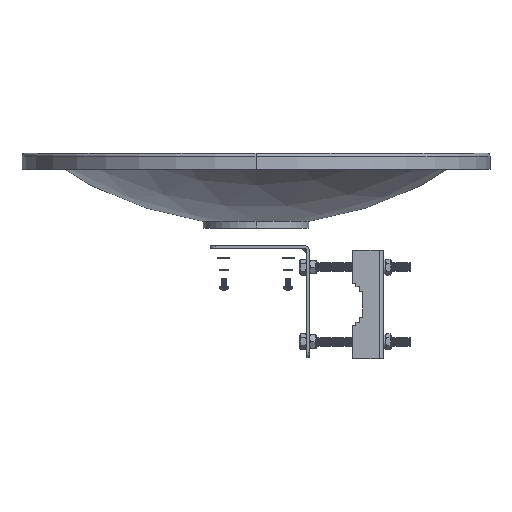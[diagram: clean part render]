
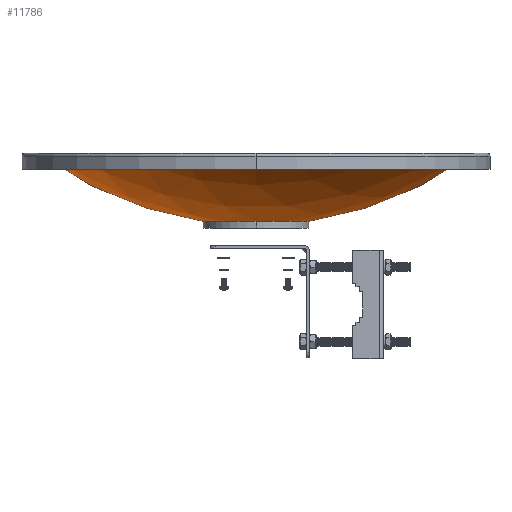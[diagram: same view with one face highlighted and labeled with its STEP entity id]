
A CAD part, front view. The second image highlights one B-rep face of the part: STEP entity #11786.
In plain terms, the highlighted spherical face has radius 338.24 mm.
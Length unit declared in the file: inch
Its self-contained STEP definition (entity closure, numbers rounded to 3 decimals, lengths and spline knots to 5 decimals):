
#1821 = AXIS2_PLACEMENT_3D ( 'NONE', #6012, #6021, #6022 ) ;
#3737 = CIRCLE ( 'NONE', #7362, 1.948 ) ;
#3739 = CIRCLE ( 'NONE', #7364, 13.31654 ) ;
#3753 = CIRCLE ( 'NONE', #7367, 13.31654 ) ;
#3765 = CIRCLE ( 'NONE', #7370, 7.88417 ) ;
#3837 = CIRCLE ( 'NONE', #7393, 7.88417 ) ;
#3840 = CIRCLE ( 'NONE', #7394, 1.948 ) ;
#5043 = VERTEX_POINT ( 'NONE', #30093 ) ;
#5594 = ORIENTED_EDGE ( 'NONE', *, *, #7183, .F. ) ;
#5599 = ORIENTED_EDGE ( 'NONE', *, *, #7215, .T. ) ;
#5603 = ORIENTED_EDGE ( 'NONE', *, *, #7180, .T. ) ;
#5607 = ORIENTED_EDGE ( 'NONE', *, *, #7186, .T. ) ;
#5611 = ORIENTED_EDGE ( 'NONE', *, *, #7214, .F. ) ;
#5614 = ORIENTED_EDGE ( 'NONE', *, *, #7189, .F. ) ;
#6012 = CARTESIAN_POINT ( 'NONE',  ( 0., -10.66397, 0. ) ) ;
#6021 = DIRECTION ( 'NONE',  ( 0., 0., 1. ) ) ;
#6022 = DIRECTION ( 'NONE',  ( 1., 0., 0. ) ) ;
#6809 = EDGE_LOOP ( 'NONE', ( #5594, #5599, #5603, #5607, #5611, #5614 ) ) ;
#7180 = EDGE_CURVE ( 'NONE', #8322, #22184, #3737, .T. ) ;
#7183 = EDGE_CURVE ( 'NONE', #22245, #22079, #3739, .T. ) ;
#7186 = EDGE_CURVE ( 'NONE', #22184, #5043, #3753, .T. ) ;
#7189 = EDGE_CURVE ( 'NONE', #22079, #16156, #3765, .T. ) ;
#7214 = EDGE_CURVE ( 'NONE', #16156, #5043, #3837, .T. ) ;
#7215 = EDGE_CURVE ( 'NONE', #22245, #8322, #3840, .T. ) ;
#7362 = AXIS2_PLACEMENT_3D ( 'NONE', #29946, #29925, #29923 ) ;
#7364 = AXIS2_PLACEMENT_3D ( 'NONE', #29926, #29927, #29930 ) ;
#7367 = AXIS2_PLACEMENT_3D ( 'NONE', #18269, #18263, #18249 ) ;
#7370 = AXIS2_PLACEMENT_3D ( 'NONE', #18236, #18233, #18230 ) ;
#7393 = AXIS2_PLACEMENT_3D ( 'NONE', #18054, #18597, #18127 ) ;
#7394 = AXIS2_PLACEMENT_3D ( 'NONE', #18449, #18611, #18588 ) ;
#8322 = VERTEX_POINT ( 'NONE', #29735 ) ;
#11786 = ADVANCED_FACE ( 'NONE', ( #30060 ), #30072, .T. ) ;
#15468 = CARTESIAN_POINT ( 'NONE',  ( -7.88417, 0.06776, 0. ) ) ;
#15514 = CARTESIAN_POINT ( 'NONE',  ( 1.948, 2.50932, 0. ) ) ;
#15533 = CARTESIAN_POINT ( 'NONE',  ( -1.948, 2.50932, 0. ) ) ;
#16156 = VERTEX_POINT ( 'NONE', #23075 ) ;
#18054 = CARTESIAN_POINT ( 'NONE',  ( 0., 0.06776, 0. ) ) ;
#18127 = DIRECTION ( 'NONE',  ( 0., 0., -1. ) ) ;
#18230 = DIRECTION ( 'NONE',  ( 0., 0., -1. ) ) ;
#18233 = DIRECTION ( 'NONE',  ( 0., -1., 0. ) ) ;
#18236 = CARTESIAN_POINT ( 'NONE',  ( 0., 0.06776, 0. ) ) ;
#18249 = DIRECTION ( 'NONE',  ( -1., 0., 0. ) ) ;
#18263 = DIRECTION ( 'NONE',  ( 0., 0., -1. ) ) ;
#18269 = CARTESIAN_POINT ( 'NONE',  ( 0., -10.66397, 0. ) ) ;
#18449 = CARTESIAN_POINT ( 'NONE',  ( 0., 2.50932, 0. ) ) ;
#18588 = DIRECTION ( 'NONE',  ( 0., 0., -1. ) ) ;
#18597 = DIRECTION ( 'NONE',  ( 0., -1., 0. ) ) ;
#18611 = DIRECTION ( 'NONE',  ( 0., -1., 0. ) ) ;
#22079 = VERTEX_POINT ( 'NONE', #15468 ) ;
#22184 = VERTEX_POINT ( 'NONE', #15514 ) ;
#22245 = VERTEX_POINT ( 'NONE', #15533 ) ;
#23075 = CARTESIAN_POINT ( 'NONE',  ( 0., 0.06776, -7.88417 ) ) ;
#29735 = CARTESIAN_POINT ( 'NONE',  ( 0., 2.50932, -1.948 ) ) ;
#29923 = DIRECTION ( 'NONE',  ( 0., 0., -1. ) ) ;
#29925 = DIRECTION ( 'NONE',  ( 0., -1., 0. ) ) ;
#29926 = CARTESIAN_POINT ( 'NONE',  ( 0., -10.66397, 0. ) ) ;
#29927 = DIRECTION ( 'NONE',  ( 0., 0., 1. ) ) ;
#29930 = DIRECTION ( 'NONE',  ( 1., 0., 0. ) ) ;
#29946 = CARTESIAN_POINT ( 'NONE',  ( 0., 2.50932, 0. ) ) ;
#30060 = FACE_OUTER_BOUND ( 'NONE', #6809, .T. ) ;
#30072 = SPHERICAL_SURFACE ( 'NONE', #1821, 13.31654 ) ;
#30093 = CARTESIAN_POINT ( 'NONE',  ( 7.88417, 0.06776, 0. ) ) ;
